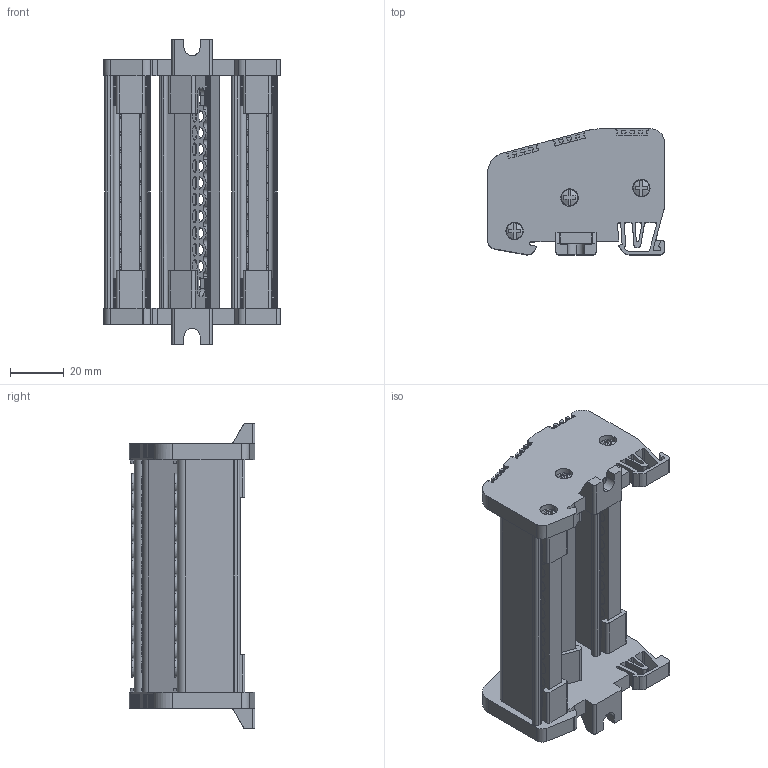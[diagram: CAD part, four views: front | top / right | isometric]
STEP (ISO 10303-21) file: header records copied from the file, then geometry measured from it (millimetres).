
FILE_DESCRIPTION (( 'STEP AP203' ), '1' );
FILE_NAME ('6,5x9 Üç Kutuplu Daðýtýcý Ünite - 12 Delikli.STEP', '2019-01-08T11:56:13', ( '' ), ( '' ), 'SwSTEP 2.0', 'SolidWorks 2011', '' );
FILE_SCHEMA (( 'CONFIG_CONTROL_DESIGN' ));
Products named in the file (1): 6,5x9 Üç Kutuplu Daðýtýcý Ünite - 12 Delikli
Bounding box: 66 x 47 x 113.9 mm (x, y, z)
Volume: 69146.3 mm3; surface area: 66506.7 mm2
Topology: 1 solids, 16 shells, 2976 faces, 8566 edges, 5762 vertices
Faces by surface type: plane 1351, cylinder 901, cone 556, bspline 168
Entity records: 123107 total; most frequent: CARTESIAN_POINT 50897, ORIENTED_EDGE 17132, DIRECTION 11919, EDGE_CURVE 8566, VERTEX_POINT 5762, LINE 4197, VECTOR 4197, AXIS2_PLACEMENT_3D 3861
